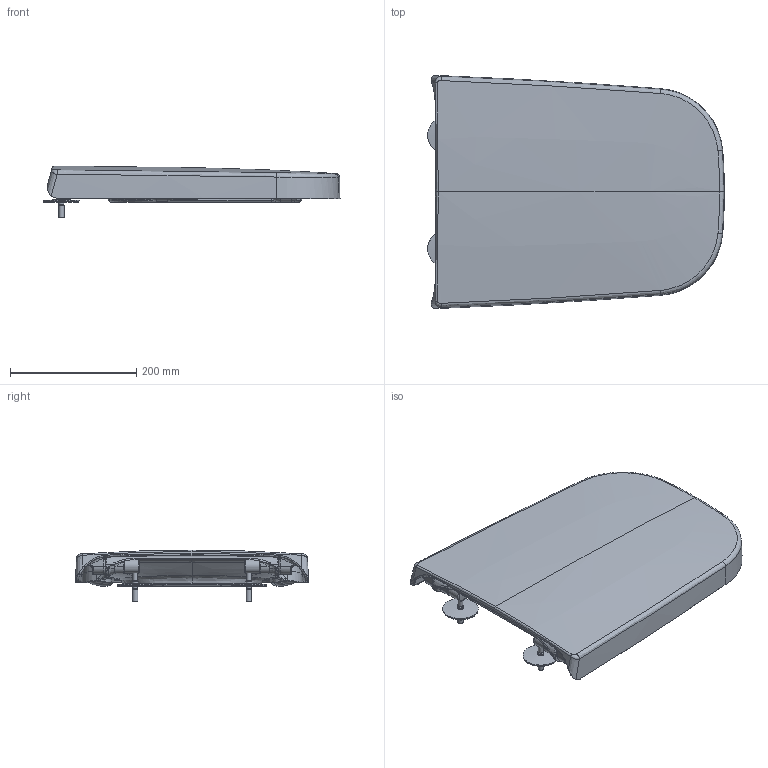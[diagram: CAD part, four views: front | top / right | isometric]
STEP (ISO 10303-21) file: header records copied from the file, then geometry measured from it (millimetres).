
FILE_DESCRIPTION(/* description */ (''),/* implementation_level */ '2;1');
FILE_NAME(/* name */ '9M52S1_WCS.stp',/* time_stamp */ '2021-10-27T07:17:12+02:00',/* author */ (''),/* organization */ (''),/* preprocessor_version */ 'ST-DEVELOPER v18.1',/* originating_system */ 'SIEMENS PLM Software NX 1973',/* authorisation */ '');
FILE_SCHEMA (('AUTOMOTIVE_DESIGN { 1 0 10303 214 3 1 1 1 }'));
Length unit declared in the file: millimetre
Products named in the file (1): Muel31F80039me1u
Bounding box: 469.71 x 368.86 x 82.2 mm (x, y, z)
Volume: 1497117.1 mm3; surface area: 648472.4 mm2
Topology: 10 solids, 10 shells, 593 faces, 1449 edges, 842 vertices
Faces by surface type: bspline 301, cylinder 99, plane 63, cone 56, torus 52, sphere 18, extrusion 4
Full cylindrical faces by diameter (mm): 8 x4, 8.85 x2, 9 x2, 9.1 x2, 10 x2, 16.1 x2, 21.9 x2
Entity records: 61693 total; most frequent: CARTESIAN_POINT 50767, ORIENTED_EDGE 2702, DIRECTION 1579, EDGE_CURVE 1351, VERTEX_POINT 813, AXIS2_PLACEMENT_3D 700, EDGE_LOOP 638, ADVANCED_FACE 593
